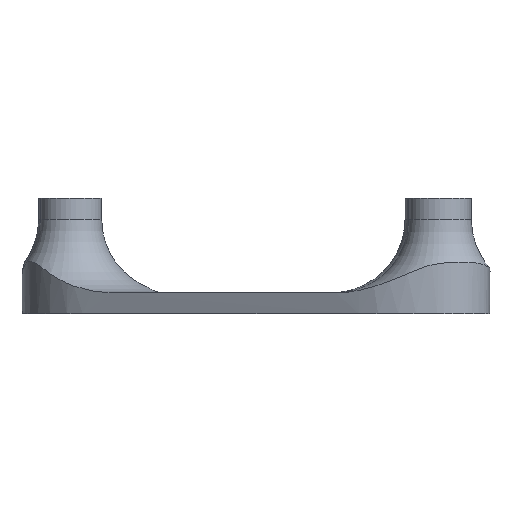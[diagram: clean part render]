
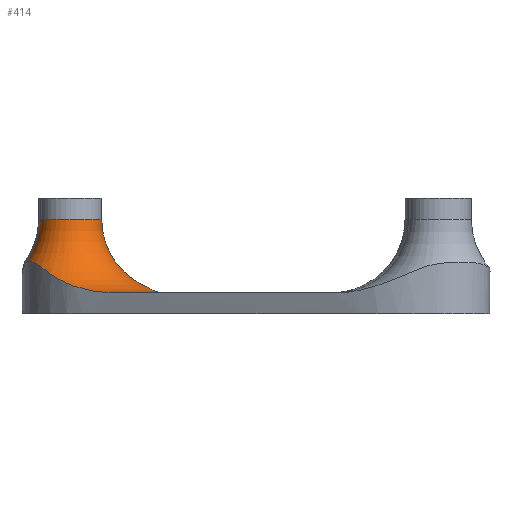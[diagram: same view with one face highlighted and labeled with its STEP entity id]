
A CAD part, front view. The second image highlights one B-rep face of the part: STEP entity #414.
In plain terms, the highlighted toroidal (fillet/blend) face has major radius 9.9 mm and minor radius 7 mm.
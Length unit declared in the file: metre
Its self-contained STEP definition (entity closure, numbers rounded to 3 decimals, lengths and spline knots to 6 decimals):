
#15=TOROIDAL_SURFACE('',#474,0.0099,0.007);
#38=CIRCLE('',#445,0.0099);
#39=CIRCLE('',#446,0.0099);
#45=CIRCLE('',#456,0.0029);
#158=ORIENTED_EDGE('',*,*,#193,.F.);
#159=ORIENTED_EDGE('',*,*,#198,.F.);
#160=ORIENTED_EDGE('',*,*,#184,.F.);
#161=ORIENTED_EDGE('',*,*,#199,.F.);
#162=ORIENTED_EDGE('',*,*,#205,.F.);
#184=EDGE_CURVE('',#234,#235,#264,.T.);
#193=EDGE_CURVE('',#242,#243,#273,.T.);
#198=EDGE_CURVE('',#235,#242,#38,.F.);
#199=EDGE_CURVE('',#243,#234,#39,.F.);
#205=EDGE_CURVE('',#247,#247,#45,.T.);
#234=VERTEX_POINT('',#1100);
#235=VERTEX_POINT('',#1120);
#242=VERTEX_POINT('',#1490);
#243=VERTEX_POINT('',#1491);
#247=VERTEX_POINT('',#1542);
#264=B_SPLINE_CURVE_WITH_KNOTS('',3,(#1101,#1102,#1103,#1104,#1105,#1106,
#1107,#1108,#1109,#1110,#1111,#1112,#1113,#1114,#1115,#1116,#1117,#1118,
#1119),.UNSPECIFIED.,.F.,.F.,(4,1,1,1,1,1,1,1,1,1,1,1,1,1,1,1,4),(0.,
0.002954,0.004431,0.005908,0.007384,
0.008861,0.010338,0.011815,0.013292,
0.014769,0.016246,0.017723,0.0192,
0.020676,0.021415,0.022153,0.02363),
 .UNSPECIFIED.);
#273=B_SPLINE_CURVE_WITH_KNOTS('',3,(#1492,#1493,#1494,#1495,#1496,#1497,
#1498,#1499,#1500,#1501),.UNSPECIFIED.,.F.,.F.,(4,1,1,1,1,1,1,4),(0.,0.001146,
0.002293,0.003439,0.004585,0.005732,
0.006878,0.009171),.UNSPECIFIED.);
#328=EDGE_LOOP('',(#158,#159,#160,#161));
#329=EDGE_LOOP('',(#162));
#383=FACE_BOUND('',#328,.T.);
#384=FACE_BOUND('',#329,.T.);
#414=ADVANCED_FACE('',(#383,#384),#15,.F.);
#445=AXIS2_PLACEMENT_3D('',#1528,#513,#514);
#446=AXIS2_PLACEMENT_3D('',#1529,#515,#516);
#456=AXIS2_PLACEMENT_3D('',#1541,#535,#536);
#474=AXIS2_PLACEMENT_3D('',#1566,#571,#572);
#513=DIRECTION('',(0.,0.,1.));
#514=DIRECTION('',(1.,0.,0.));
#515=DIRECTION('',(0.,0.,1.));
#516=DIRECTION('',(1.,0.,0.));
#535=DIRECTION('',(0.,0.,1.));
#536=DIRECTION('',(1.,0.,0.));
#571=DIRECTION('',(0.,0.,1.));
#572=DIRECTION('',(1.,0.,0.));
#1100=CARTESIAN_POINT('',(-0.13091,0.070651,0.002));
#1101=CARTESIAN_POINT('',(-0.13091,0.070651,0.002));
#1102=CARTESIAN_POINT('',(-0.131766,0.071163,0.002));
#1103=CARTESIAN_POINT('',(-0.133009,0.071921,0.00221));
#1104=CARTESIAN_POINT('',(-0.134652,0.072942,0.00269));
#1105=CARTESIAN_POINT('',(-0.13568,0.073873,0.003185));
#1106=CARTESIAN_POINT('',(-0.13661,0.07485,0.003742));
#1107=CARTESIAN_POINT('',(-0.137404,0.075938,0.004349));
#1108=CARTESIAN_POINT('',(-0.138095,0.077131,0.004889));
#1109=CARTESIAN_POINT('',(-0.138702,0.078484,0.005068));
#1110=CARTESIAN_POINT('',(-0.139072,0.079907,0.004802));
#1111=CARTESIAN_POINT('',(-0.139292,0.081257,0.004222));
#1112=CARTESIAN_POINT('',(-0.139407,0.082579,0.003594));
#1113=CARTESIAN_POINT('',(-0.139309,0.083964,0.003052));
#1114=CARTESIAN_POINT('',(-0.138997,0.085345,0.002613));
#1115=CARTESIAN_POINT('',(-0.138653,0.086484,0.002321));
#1116=CARTESIAN_POINT('',(-0.138347,0.087407,0.002149));
#1117=CARTESIAN_POINT('',(-0.1379,0.088297,0.002037));
#1118=CARTESIAN_POINT('',(-0.137508,0.08893,0.002));
#1119=CARTESIAN_POINT('',(-0.137255,0.08936,0.002));
#1120=CARTESIAN_POINT('',(-0.137255,0.08936,0.002));
#1490=CARTESIAN_POINT('',(-0.125539,0.08352,0.002));
#1491=CARTESIAN_POINT('',(-0.125838,0.075401,0.002));
#1492=CARTESIAN_POINT('',(-0.125539,0.08352,0.002));
#1493=CARTESIAN_POINT('',(-0.125872,0.083317,0.002));
#1494=CARTESIAN_POINT('',(-0.126434,0.082799,0.002062));
#1495=CARTESIAN_POINT('',(-0.127098,0.081864,0.002283));
#1496=CARTESIAN_POINT('',(-0.127465,0.080778,0.002505));
#1497=CARTESIAN_POINT('',(-0.127458,0.079611,0.002532));
#1498=CARTESIAN_POINT('',(-0.127282,0.078474,0.002412));
#1499=CARTESIAN_POINT('',(-0.126863,0.07703,0.002162));
#1500=CARTESIAN_POINT('',(-0.126304,0.076017,0.002));
#1501=CARTESIAN_POINT('',(-0.125838,0.075401,0.002));
#1528=CARTESIAN_POINT('',(-0.13471,0.079793,0.002));
#1529=CARTESIAN_POINT('',(-0.13471,0.079793,0.002));
#1541=CARTESIAN_POINT('',(-0.13471,0.079793,0.009));
#1542=CARTESIAN_POINT('',(-0.13181,0.079793,0.009));
#1566=CARTESIAN_POINT('',(-0.13471,0.079793,0.009));
